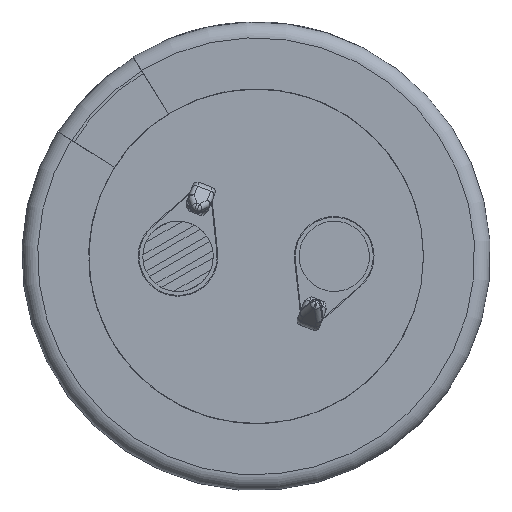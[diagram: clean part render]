
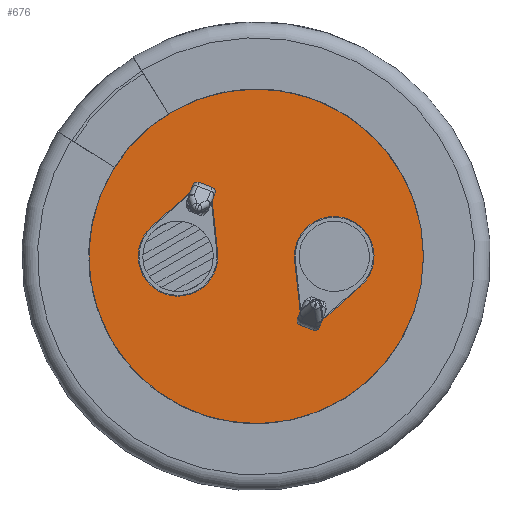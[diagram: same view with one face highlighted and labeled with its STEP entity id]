
A CAD part, front view. The second image highlights one B-rep face of the part: STEP entity #676.
In plain terms, the highlighted planar face has unit normal (0, -1, 0).
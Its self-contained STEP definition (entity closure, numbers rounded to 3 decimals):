
#676 = ADVANCED_FACE( '', ( #1921, #1922, #1923 ), #1924, .T. );
#1921 = FACE_OUTER_BOUND( '', #3924, .T. );
#1922 = FACE_BOUND( '', #3925, .T. );
#1923 = FACE_BOUND( '', #3926, .T. );
#1924 = PLANE( '', #3927 );
#3924 = EDGE_LOOP( '', ( #7950 ) );
#3925 = EDGE_LOOP( '', ( #7951, #7952, #7953, #7954 ) );
#3926 = EDGE_LOOP( '', ( #7955, #7956, #7957, #7958 ) );
#3927 = AXIS2_PLACEMENT_3D( '', #7959, #7960, #7961 );
#7950 = ORIENTED_EDGE( '', *, *, #12842, .T. );
#7951 = ORIENTED_EDGE( '', *, *, #12843, .F. );
#7952 = ORIENTED_EDGE( '', *, *, #12844, .F. );
#7953 = ORIENTED_EDGE( '', *, *, #12845, .F. );
#7954 = ORIENTED_EDGE( '', *, *, #12846, .F. );
#7955 = ORIENTED_EDGE( '', *, *, #12847, .T. );
#7956 = ORIENTED_EDGE( '', *, *, #12848, .T. );
#7957 = ORIENTED_EDGE( '', *, *, #12849, .T. );
#7958 = ORIENTED_EDGE( '', *, *, #12850, .T. );
#7959 = CARTESIAN_POINT( '', ( 0., 0., 0. ) );
#7960 = DIRECTION( '', ( 0., -1., 0. ) );
#7961 = DIRECTION( '', ( 1., 0., 0. ) );
#12842 = EDGE_CURVE( '', #15010, #15010, #15011, .T. );
#12843 = EDGE_CURVE( '', #15012, #15013, #15014, .T. );
#12844 = EDGE_CURVE( '', #15015, #15012, #15016, .T. );
#12845 = EDGE_CURVE( '', #15017, #15015, #15018, .T. );
#12846 = EDGE_CURVE( '', #15013, #15017, #15019, .T. );
#12847 = EDGE_CURVE( '', #15020, #15021, #15022, .T. );
#12848 = EDGE_CURVE( '', #15021, #15023, #15024, .T. );
#12849 = EDGE_CURVE( '', #15023, #15025, #15026, .T. );
#12850 = EDGE_CURVE( '', #15025, #15020, #15027, .T. );
#15010 = VERTEX_POINT( '', #18390 );
#15011 = CIRCLE( '', #18391, 12.429 );
#15012 = VERTEX_POINT( '', #18392 );
#15013 = VERTEX_POINT( '', #18393 );
#15014 = LINE( '', #18394, #18395 );
#15015 = VERTEX_POINT( '', #18396 );
#15016 = LINE( '', #18397, #18398 );
#15017 = VERTEX_POINT( '', #18399 );
#15018 = LINE( '', #18400, #18401 );
#15019 = CIRCLE( '', #18402, 2.55 );
#15020 = VERTEX_POINT( '', #18403 );
#15021 = VERTEX_POINT( '', #18404 );
#15022 = LINE( '', #18405, #18406 );
#15023 = VERTEX_POINT( '', #18407 );
#15024 = LINE( '', #18408, #18409 );
#15025 = VERTEX_POINT( '', #18410 );
#15026 = LINE( '', #18411, #18412 );
#15027 = CIRCLE( '', #18413, 2.55 );
#18390 = CARTESIAN_POINT( '', ( 12.429, 0., 0. ) );
#18391 = AXIS2_PLACEMENT_3D( '', #24472, #24473, #24474 );
#18392 = CARTESIAN_POINT( '', ( -4.27, 0., 4.059 ) );
#18393 = CARTESIAN_POINT( '', ( -6.694, 0., 1.906 ) );
#18394 = CARTESIAN_POINT( '', ( -4.27, 0., 4.059 ) );
#18395 = VECTOR( '', #24475, 1000. );
#18396 = CARTESIAN_POINT( '', ( -2.814, 0., 3.497 ) );
#18397 = CARTESIAN_POINT( '', ( -2.814, 0., 3.497 ) );
#18398 = VECTOR( '', #24476, 1000. );
#18399 = CARTESIAN_POINT( '', ( -2.465, 0., 0.274 ) );
#18400 = CARTESIAN_POINT( '', ( -2.465, 0., 0.274 ) );
#18401 = VECTOR( '', #24477, 1000. );
#18402 = AXIS2_PLACEMENT_3D( '', #24478, #24479, #24480 );
#18403 = CARTESIAN_POINT( '', ( 6.694, 0., -1.906 ) );
#18404 = CARTESIAN_POINT( '', ( 4.27, 0., -4.059 ) );
#18405 = CARTESIAN_POINT( '', ( 6.694, 0., -1.906 ) );
#18406 = VECTOR( '', #24481, 1000. );
#18407 = CARTESIAN_POINT( '', ( 2.814, 0., -3.497 ) );
#18408 = CARTESIAN_POINT( '', ( 4.27, 0., -4.059 ) );
#18409 = VECTOR( '', #24482, 1000. );
#18410 = CARTESIAN_POINT( '', ( 2.465, 0., -0.274 ) );
#18411 = CARTESIAN_POINT( '', ( 2.814, 0., -3.497 ) );
#18412 = VECTOR( '', #24483, 1000. );
#18413 = AXIS2_PLACEMENT_3D( '', #24484, #24485, #24486 );
#24472 = CARTESIAN_POINT( '', ( 0., 0., 0. ) );
#24473 = DIRECTION( '', ( 0., -1., 0. ) );
#24474 = DIRECTION( '', ( 1., 0., 0. ) );
#24475 = DIRECTION( '', ( -0.748, 0., -0.664 ) );
#24476 = DIRECTION( '', ( -0.933, 0., 0.36 ) );
#24477 = DIRECTION( '', ( -0.108, 0., 0.994 ) );
#24478 = CARTESIAN_POINT( '', ( -5., 0., 0. ) );
#24479 = DIRECTION( '', ( 0., -1., 0. ) );
#24480 = DIRECTION( '', ( 0., 0., 1. ) );
#24481 = DIRECTION( '', ( -0.748, 0., -0.664 ) );
#24482 = DIRECTION( '', ( -0.933, 0., 0.36 ) );
#24483 = DIRECTION( '', ( -0.108, 0., 0.994 ) );
#24484 = CARTESIAN_POINT( '', ( 5., 0., 0. ) );
#24485 = DIRECTION( '', ( 0., 1., 0. ) );
#24486 = DIRECTION( '', ( 0., 0., -1. ) );
